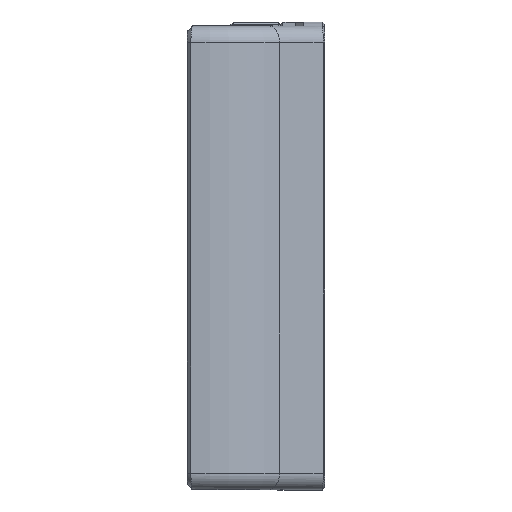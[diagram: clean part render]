
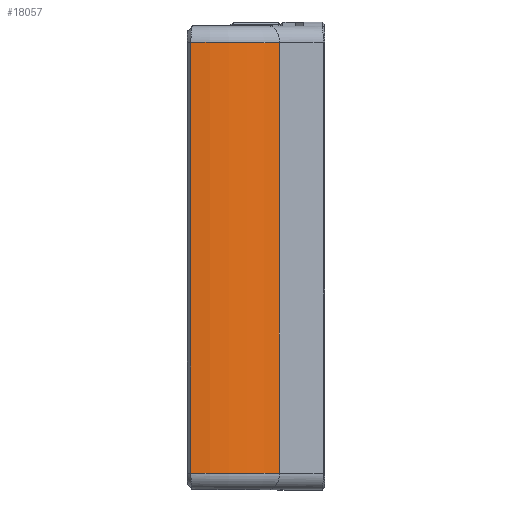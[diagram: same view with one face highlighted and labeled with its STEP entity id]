
A CAD part, top view. The second image highlights one B-rep face of the part: STEP entity #18057.
In plain terms, the highlighted cylindrical face has radius 22.996 mm (diameter 45.992 mm), a partial arc.
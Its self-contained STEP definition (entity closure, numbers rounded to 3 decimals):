
#1961=FACE_OUTER_BOUND('',#3031,.T.);
#3031=EDGE_LOOP('',(#15104,#15105,#15106,#15107));
#4168=LINE('',#32357,#5554);
#4185=LINE('',#32622,#5571);
#5554=VECTOR('',#23898,10.);
#5571=VECTOR('',#23933,10.);
#6989=CIRCLE('',#19890,22.996);
#6992=CIRCLE('',#19894,22.996);
#8338=VERTEX_POINT('',#32350);
#8341=VERTEX_POINT('',#32355);
#8362=VERTEX_POINT('',#32614);
#8364=VERTEX_POINT('',#32620);
#10657=EDGE_CURVE('',#8341,#8338,#4168,.T.);
#10690=EDGE_CURVE('',#8338,#8362,#6989,.T.);
#10693=EDGE_CURVE('',#8364,#8341,#6992,.T.);
#10694=EDGE_CURVE('',#8364,#8362,#4185,.T.);
#15104=ORIENTED_EDGE('',*,*,#10657,.F.);
#15105=ORIENTED_EDGE('',*,*,#10693,.F.);
#15106=ORIENTED_EDGE('',*,*,#10694,.T.);
#15107=ORIENTED_EDGE('',*,*,#10690,.F.);
#17330=CYLINDRICAL_SURFACE('',#19893,22.996);
#18057=ADVANCED_FACE('',(#1961),#17330,.T.);
#19890=AXIS2_PLACEMENT_3D('',#32615,#23923,#23924);
#19893=AXIS2_PLACEMENT_3D('',#32619,#23929,#23930);
#19894=AXIS2_PLACEMENT_3D('',#32621,#23931,#23932);
#23898=DIRECTION('',(0.,1.,0.));
#23923=DIRECTION('center_axis',(0.,1.,0.));
#23924=DIRECTION('ref_axis',(0.301,0.,0.954));
#23929=DIRECTION('center_axis',(0.,1.,0.));
#23930=DIRECTION('ref_axis',(-0.087,0.,0.996));
#23931=DIRECTION('center_axis',(0.,-1.,0.));
#23932=DIRECTION('ref_axis',(0.301,0.,0.954));
#23933=DIRECTION('',(0.,1.,0.));
#32350=CARTESIAN_POINT('',(89.648,-10.862,221.975));
#32355=CARTESIAN_POINT('',(89.648,-88.862,221.975));
#32357=CARTESIAN_POINT('',(89.648,-89.862,221.975));
#32614=CARTESIAN_POINT('',(105.686,-10.862,216.629));
#32615=CARTESIAN_POINT('Origin',(90.904,-10.862,199.013));
#32619=CARTESIAN_POINT('Origin',(90.904,-89.862,199.013));
#32620=CARTESIAN_POINT('',(105.686,-88.862,216.629));
#32621=CARTESIAN_POINT('Origin',(90.904,-88.862,199.013));
#32622=CARTESIAN_POINT('',(105.686,-89.862,216.629));
